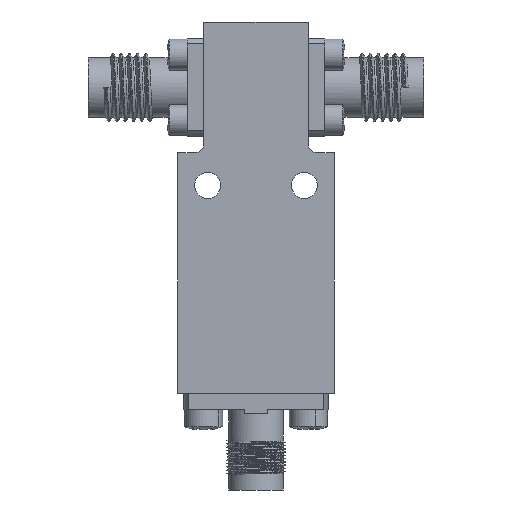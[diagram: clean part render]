
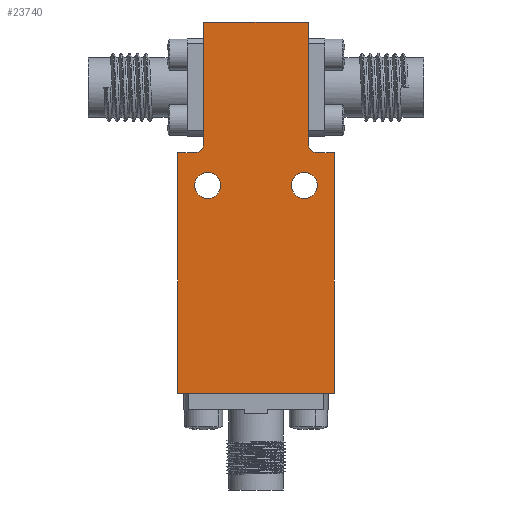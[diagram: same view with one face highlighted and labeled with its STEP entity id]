
A CAD part, front view. The second image highlights one B-rep face of the part: STEP entity #23740.
In plain terms, the highlighted planar face has unit normal (0, -1, 0).
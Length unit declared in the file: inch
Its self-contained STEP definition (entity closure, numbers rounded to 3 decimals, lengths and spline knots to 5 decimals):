
#799 = CARTESIAN_POINT ( 'NONE',  ( 0.48774, 0.82143, 0.16142 ) ) ;
#827 = VERTEX_POINT ( 'NONE', #22671 ) ;
#936 = CARTESIAN_POINT ( 'NONE',  ( 0.47278, 0.82143, 0.05472 ) ) ;
#1213 = LINE ( 'NONE', #15748, #20939 ) ;
#1272 = VERTEX_POINT ( 'NONE', #8900 ) ;
#1636 = DIRECTION ( 'NONE',  ( 0., 0., -1. ) ) ;
#1950 = ORIENTED_EDGE ( 'NONE', *, *, #2103, .T. ) ;
#1980 = AXIS2_PLACEMENT_3D ( 'NONE', #18100, #9982, #20338 ) ;
#1994 = CARTESIAN_POINT ( 'NONE',  ( 0.1027, 0.82143, 0.05472 ) ) ;
#2103 = EDGE_CURVE ( 'NONE', #13029, #17772, #4076, .T. ) ;
#2160 = CARTESIAN_POINT ( 'NONE',  ( 0.48774, 0.82143, 0.16142 ) ) ;
#2569 = DIRECTION ( 'NONE',  ( -1., 0., 0. ) ) ;
#2964 = DIRECTION ( 'NONE',  ( -1., 0., 0. ) ) ;
#3211 = PLANE ( 'NONE',  #21388 ) ;
#3330 = VECTOR ( 'NONE', #2964, 39.37008 ) ;
#3677 = EDGE_CURVE ( 'NONE', #1272, #4696, #1213, .T. ) ;
#4019 = CARTESIAN_POINT ( 'NONE',  ( 0.58774, 0.82143, 0.12992 ) ) ;
#4065 = EDGE_CURVE ( 'NONE', #19480, #16244, #26975, .T. ) ;
#4076 = CIRCLE ( 'NONE', #11222, 0.0315 ) ;
#4461 = DIRECTION ( 'NONE',  ( 0., 0., 1. ) ) ;
#4546 = CARTESIAN_POINT ( 'NONE',  ( 0.58774, 0.82143, 0.12992 ) ) ;
#4592 = EDGE_CURVE ( 'NONE', #17299, #25605, #10927, .T. ) ;
#4696 = VERTEX_POINT ( 'NONE', #13497 ) ;
#4794 = ORIENTED_EDGE ( 'NONE', *, *, #5222, .T. ) ;
#5176 = ORIENTED_EDGE ( 'NONE', *, *, #22952, .T. ) ;
#5222 = EDGE_CURVE ( 'NONE', #18027, #1272, #7161, .T. ) ;
#5263 = CARTESIAN_POINT ( 'NONE',  ( -0.01226, 0.82143, 0.12992 ) ) ;
#5553 = LINE ( 'NONE', #7371, #19858 ) ;
#5921 = EDGE_CURVE ( 'NONE', #827, #18817, #5553, .T. ) ;
#5975 = LINE ( 'NONE', #23024, #17348 ) ;
#6550 = VECTOR ( 'NONE', #26695, 39.37008 ) ;
#6737 = CIRCLE ( 'NONE', #11191, 0.05 ) ;
#6806 = CARTESIAN_POINT ( 'NONE',  ( 0.47278, 0.82143, 0.00472 ) ) ;
#6843 = DIRECTION ( 'NONE',  ( 0., 1., 0. ) ) ;
#7140 = DIRECTION ( 'NONE',  ( 0., 1., 0. ) ) ;
#7161 = LINE ( 'NONE', #20010, #3330 ) ;
#7197 = CARTESIAN_POINT ( 'NONE',  ( 0.47278, 0.82143, 0.00472 ) ) ;
#7353 = CARTESIAN_POINT ( 'NONE',  ( 0.47278, 0.82143, -0.04528 ) ) ;
#7371 = CARTESIAN_POINT ( 'NONE',  ( 0.05624, 0.82143, 0.12992 ) ) ;
#7450 = CARTESIAN_POINT ( 'NONE',  ( 0.51924, 0.82143, 0.12992 ) ) ;
#7566 = LINE ( 'NONE', #16089, #23620 ) ;
#7608 = CARTESIAN_POINT ( 'NONE',  ( 0.58774, 0.82143, -0.79016 ) ) ;
#7782 = EDGE_CURVE ( 'NONE', #4696, #827, #12055, .T. ) ;
#8068 = ORIENTED_EDGE ( 'NONE', *, *, #12201, .T. ) ;
#8332 = EDGE_CURVE ( 'NONE', #17199, #13029, #25920, .T. ) ;
#8492 = DIRECTION ( 'NONE',  ( 0., 0., -1. ) ) ;
#8900 = CARTESIAN_POINT ( 'NONE',  ( 0.08774, 0.82143, 0.62992 ) ) ;
#9030 = ORIENTED_EDGE ( 'NONE', *, *, #8332, .T. ) ;
#9272 = CARTESIAN_POINT ( 'NONE',  ( 0.1027, 0.82143, -0.04528 ) ) ;
#9917 = LINE ( 'NONE', #10183, #6550 ) ;
#9982 = DIRECTION ( 'NONE',  ( 0., 1., 0. ) ) ;
#10183 = CARTESIAN_POINT ( 'NONE',  ( -0.01226, 0.82143, -0.79016 ) ) ;
#10891 = AXIS2_PLACEMENT_3D ( 'NONE', #26936, #22876, #24827 ) ;
#10913 = AXIS2_PLACEMENT_3D ( 'NONE', #7197, #18090, #11533 ) ;
#10927 = CIRCLE ( 'NONE', #10913, 0.05 ) ;
#11191 = AXIS2_PLACEMENT_3D ( 'NONE', #6806, #15329, #8492 ) ;
#11222 = AXIS2_PLACEMENT_3D ( 'NONE', #13167, #21687, #16832 ) ;
#11533 = DIRECTION ( 'NONE',  ( 0., 0., -1. ) ) ;
#11555 = VECTOR ( 'NONE', #4461, 39.37008 ) ;
#11718 = ORIENTED_EDGE ( 'NONE', *, *, #24429, .T. ) ;
#11736 = CARTESIAN_POINT ( 'NONE',  ( 0.28774, 0.82143, -0.08012 ) ) ;
#12055 = CIRCLE ( 'NONE', #22318, 0.0315 ) ;
#12201 = EDGE_CURVE ( 'NONE', #17772, #18027, #26103, .T. ) ;
#13029 = VERTEX_POINT ( 'NONE', #7450 ) ;
#13167 = CARTESIAN_POINT ( 'NONE',  ( 0.51924, 0.82143, 0.16142 ) ) ;
#13497 = CARTESIAN_POINT ( 'NONE',  ( 0.08774, 0.82143, 0.16142 ) ) ;
#13829 = FACE_BOUND ( 'NONE', #21053, .T. ) ;
#14559 = EDGE_CURVE ( 'NONE', #25605, #17299, #6737, .T. ) ;
#15329 = DIRECTION ( 'NONE',  ( 0., 1., 0. ) ) ;
#15368 = DIRECTION ( 'NONE',  ( 1., 0., 0. ) ) ;
#15748 = CARTESIAN_POINT ( 'NONE',  ( 0.08774, 0.82143, 0.62992 ) ) ;
#15918 = ORIENTED_EDGE ( 'NONE', *, *, #5921, .T. ) ;
#16028 = DIRECTION ( 'NONE',  ( 0., 0., -1. ) ) ;
#16089 = CARTESIAN_POINT ( 'NONE',  ( 0.58774, 0.82143, -0.79016 ) ) ;
#16153 = ORIENTED_EDGE ( 'NONE', *, *, #18533, .T. ) ;
#16216 = DIRECTION ( 'NONE',  ( 1., 0., 0. ) ) ;
#16244 = VERTEX_POINT ( 'NONE', #9272 ) ;
#16832 = DIRECTION ( 'NONE',  ( 0., 0., -1. ) ) ;
#17099 = ORIENTED_EDGE ( 'NONE', *, *, #27095, .T. ) ;
#17199 = VERTEX_POINT ( 'NONE', #4019 ) ;
#17230 = ORIENTED_EDGE ( 'NONE', *, *, #14559, .T. ) ;
#17299 = VERTEX_POINT ( 'NONE', #7353 ) ;
#17348 = VECTOR ( 'NONE', #1636, 39.37008 ) ;
#17772 = VERTEX_POINT ( 'NONE', #2160 ) ;
#18027 = VERTEX_POINT ( 'NONE', #25921 ) ;
#18090 = DIRECTION ( 'NONE',  ( 0., 1., 0. ) ) ;
#18100 = CARTESIAN_POINT ( 'NONE',  ( 0.1027, 0.82143, 0.00472 ) ) ;
#18171 = CARTESIAN_POINT ( 'NONE',  ( 0.05624, 0.82143, 0.16142 ) ) ;
#18533 = EDGE_CURVE ( 'NONE', #19371, #17199, #7566, .T. ) ;
#18714 = VERTEX_POINT ( 'NONE', #23621 ) ;
#18743 = VECTOR ( 'NONE', #2569, 39.37008 ) ;
#18817 = VERTEX_POINT ( 'NONE', #5263 ) ;
#19337 = ORIENTED_EDGE ( 'NONE', *, *, #4065, .T. ) ;
#19371 = VERTEX_POINT ( 'NONE', #7608 ) ;
#19480 = VERTEX_POINT ( 'NONE', #1994 ) ;
#19858 = VECTOR ( 'NONE', #20637, 39.37008 ) ;
#20010 = CARTESIAN_POINT ( 'NONE',  ( 0.48774, 0.82143, 0.62992 ) ) ;
#20338 = DIRECTION ( 'NONE',  ( 0., 0., -1. ) ) ;
#20637 = DIRECTION ( 'NONE',  ( -1., 0., 0. ) ) ;
#20939 = VECTOR ( 'NONE', #16028, 39.37008 ) ;
#21053 = EDGE_LOOP ( 'NONE', ( #17230, #21584 ) ) ;
#21388 = AXIS2_PLACEMENT_3D ( 'NONE', #11736, #6843, #15368 ) ;
#21584 = ORIENTED_EDGE ( 'NONE', *, *, #4592, .T. ) ;
#21687 = DIRECTION ( 'NONE',  ( 0., 1., 0. ) ) ;
#21992 = EDGE_LOOP ( 'NONE', ( #19337, #17099 ) ) ;
#22318 = AXIS2_PLACEMENT_3D ( 'NONE', #18171, #7140, #16216 ) ;
#22362 = FACE_BOUND ( 'NONE', #21992, .T. ) ;
#22671 = CARTESIAN_POINT ( 'NONE',  ( 0.05624, 0.82143, 0.12992 ) ) ;
#22876 = DIRECTION ( 'NONE',  ( 0., 1., 0. ) ) ;
#22950 = CIRCLE ( 'NONE', #1980, 0.05 ) ;
#22952 = EDGE_CURVE ( 'NONE', #18714, #19371, #9917, .T. ) ;
#23024 = CARTESIAN_POINT ( 'NONE',  ( -0.01226, 0.82143, 0.12992 ) ) ;
#23620 = VECTOR ( 'NONE', #26860, 39.37008 ) ;
#23621 = CARTESIAN_POINT ( 'NONE',  ( -0.01226, 0.82143, -0.79016 ) ) ;
#23740 = ADVANCED_FACE ( 'NONE', ( #26547, #13829, #22362 ), #3211, .F. ) ;
#24429 = EDGE_CURVE ( 'NONE', #18817, #18714, #5975, .T. ) ;
#24632 = EDGE_LOOP ( 'NONE', ( #9030, #1950, #8068, #4794, #25096, #27317, #15918, #11718, #5176, #16153 ) ) ;
#24827 = DIRECTION ( 'NONE',  ( 0., 0., -1. ) ) ;
#25096 = ORIENTED_EDGE ( 'NONE', *, *, #3677, .T. ) ;
#25605 = VERTEX_POINT ( 'NONE', #936 ) ;
#25920 = LINE ( 'NONE', #4546, #18743 ) ;
#25921 = CARTESIAN_POINT ( 'NONE',  ( 0.48774, 0.82143, 0.62992 ) ) ;
#26103 = LINE ( 'NONE', #799, #11555 ) ;
#26547 = FACE_OUTER_BOUND ( 'NONE', #24632, .T. ) ;
#26695 = DIRECTION ( 'NONE',  ( 1., 0., 0. ) ) ;
#26860 = DIRECTION ( 'NONE',  ( 0., 0., 1. ) ) ;
#26936 = CARTESIAN_POINT ( 'NONE',  ( 0.1027, 0.82143, 0.00472 ) ) ;
#26975 = CIRCLE ( 'NONE', #10891, 0.05 ) ;
#27095 = EDGE_CURVE ( 'NONE', #16244, #19480, #22950, .T. ) ;
#27317 = ORIENTED_EDGE ( 'NONE', *, *, #7782, .T. ) ;
